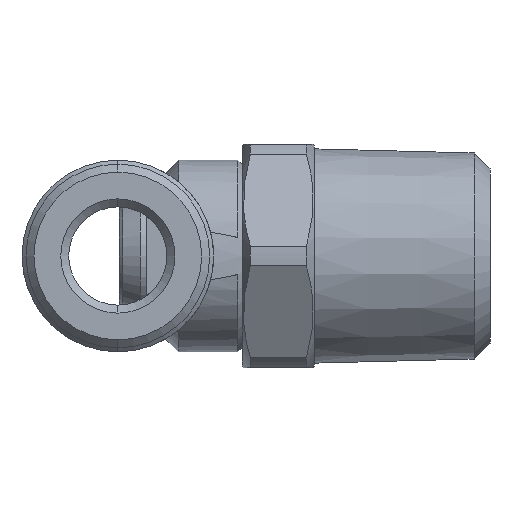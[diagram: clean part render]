
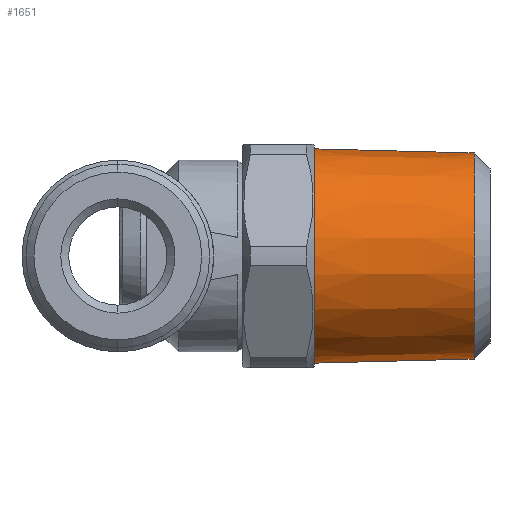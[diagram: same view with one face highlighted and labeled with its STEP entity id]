
A CAD part, left-side view. The second image highlights one B-rep face of the part: STEP entity #1651.
In plain terms, the highlighted conical face has half-angle 1.47 degrees and reference radius 6.707 mm.
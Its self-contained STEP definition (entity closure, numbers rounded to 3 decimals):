
#68 = LINE ( 'NONE', #74, #73 ) ;
#72 = DIRECTION ( 'NONE',  ( 0., 1., -0.026 ) ) ;
#73 = VECTOR ( 'NONE', #72, 1000. ) ;
#74 = CARTESIAN_POINT ( 'NONE',  ( 0., -12.3, -6.707 ) ) ;
#133 = LINE ( 'NONE', #159, #144 ) ;
#137 = DIRECTION ( 'NONE',  ( 0., 1., 0.026 ) ) ;
#143 = CARTESIAN_POINT ( 'NONE',  ( 0., -12.3, 6.707 ) ) ;
#144 = VECTOR ( 'NONE', #137, 1000. ) ;
#159 = CARTESIAN_POINT ( 'NONE',  ( 0., -12.3, 6.707 ) ) ;
#253 = CARTESIAN_POINT ( 'NONE',  ( 0., -12.3, -6.707 ) ) ;
#300 = CARTESIAN_POINT ( 'NONE',  ( 0., -22.3, -6.45 ) ) ;
#358 = CARTESIAN_POINT ( 'NONE',  ( 0., -22.3, 6.45 ) ) ;
#1298 = CIRCLE ( 'NONE', #1304, 6.707 ) ;
#1301 = DIRECTION ( 'NONE',  ( 0., 0., -1. ) ) ;
#1302 = DIRECTION ( 'NONE',  ( 0., -1., 0. ) ) ;
#1303 = CARTESIAN_POINT ( 'NONE',  ( 0., -12.3, 0. ) ) ;
#1304 = AXIS2_PLACEMENT_3D ( 'NONE', #1303, #1302, #1301 ) ;
#1378 = CARTESIAN_POINT ( 'NONE',  ( 0., -12.3, 0. ) ) ;
#1397 = DIRECTION ( 'NONE',  ( 0., 0., 1. ) ) ;
#1398 = DIRECTION ( 'NONE',  ( 0., 1., 0. ) ) ;
#1401 = CONICAL_SURFACE ( 'NONE', #1416, 6.707, 0.026 ) ;
#1404 = FACE_OUTER_BOUND ( 'NONE', #1653, .T. ) ;
#1416 = AXIS2_PLACEMENT_3D ( 'NONE', #1378, #1398, #1397 ) ;
#1548 = EDGE_CURVE ( 'NONE', #1872, #1852, #1623, .T. ) ;
#1558 = ORIENTED_EDGE ( 'NONE', *, *, #1548, .F. ) ;
#1567 = EDGE_CURVE ( 'NONE', #1932, #1840, #1298, .T. ) ;
#1621 = DIRECTION ( 'NONE',  ( 0., -1., 0. ) ) ;
#1622 = AXIS2_PLACEMENT_3D ( 'NONE', #1633, #1621, #1643 ) ;
#1623 = CIRCLE ( 'NONE', #1622, 6.45 ) ;
#1633 = CARTESIAN_POINT ( 'NONE',  ( 0., -22.3, 0. ) ) ;
#1643 = DIRECTION ( 'NONE',  ( 0., 0., -1. ) ) ;
#1651 = ADVANCED_FACE ( 'NONE', ( #1404 ), #1401, .T. ) ;
#1653 = EDGE_LOOP ( 'NONE', ( #1662, #1558, #1719, #1664 ) ) ;
#1662 = ORIENTED_EDGE ( 'NONE', *, *, #1914, .F. ) ;
#1664 = ORIENTED_EDGE ( 'NONE', *, *, #1567, .T. ) ;
#1719 = ORIENTED_EDGE ( 'NONE', *, *, #1921, .T. ) ;
#1840 = VERTEX_POINT ( 'NONE', #253 ) ;
#1852 = VERTEX_POINT ( 'NONE', #300 ) ;
#1872 = VERTEX_POINT ( 'NONE', #358 ) ;
#1914 = EDGE_CURVE ( 'NONE', #1852, #1840, #68, .T. ) ;
#1921 = EDGE_CURVE ( 'NONE', #1872, #1932, #133, .T. ) ;
#1932 = VERTEX_POINT ( 'NONE', #143 ) ;
